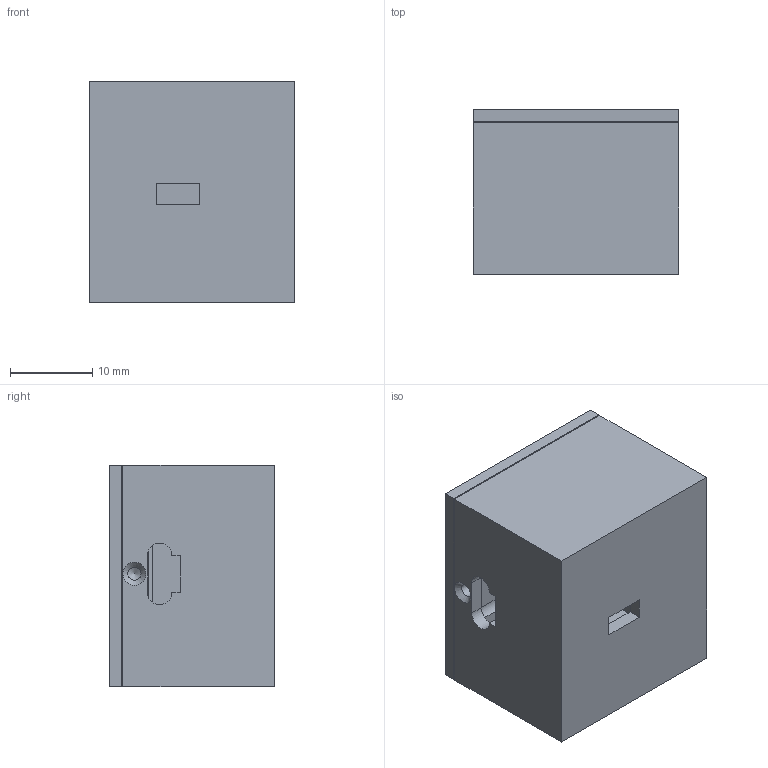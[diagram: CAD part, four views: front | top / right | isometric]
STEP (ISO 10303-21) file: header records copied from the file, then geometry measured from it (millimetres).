
FILE_DESCRIPTION(/* description */ (''),/* implementation_level */ '2;1');
FILE_NAME(/* name */ 'Case ToF (v4~recovered).step',/* time_stamp */ '2017-12-16T09:35:42+01:00',/* author */ ('mathias.zimmermann'),/* organization */ (''),/* preprocessor_version */ 'ST-DEVELOPER v16.13',/* originating_system */ 'Autodesk Translation Framework v6.5.0.72',/* authorisation */ '');
FILE_SCHEMA (('AUTOMOTIVE_DESIGN { 1 0 10303 214 3 1 1 }'));
Length unit declared in the file: millimetre
Products named in the file (1): Case ToF (v4~recovered)
Bounding box: 25 x 20.1 x 27 mm (x, y, z)
Volume: 6603 mm3; surface area: 6745.1 mm2
Topology: 2 solids, 2 shells, 49 faces, 118 edges, 79 vertices
Faces by surface type: plane 37, cylinder 10, cone 2
Full cylindrical faces by diameter (mm): 1.6 x2, 2 x2, 2.2 x2
Entity records: 1454 total; most frequent: CARTESIAN_POINT 246, DIRECTION 243, ORIENTED_EDGE 234, EDGE_CURVE 117, LINE 91, VECTOR 91, VERTEX_POINT 79, AXIS2_PLACEMENT_3D 76
